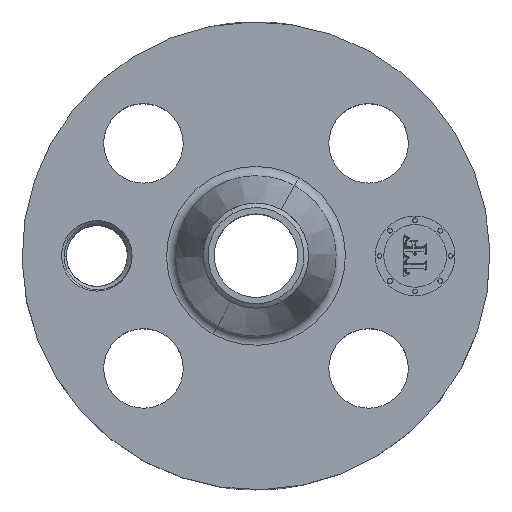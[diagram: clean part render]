
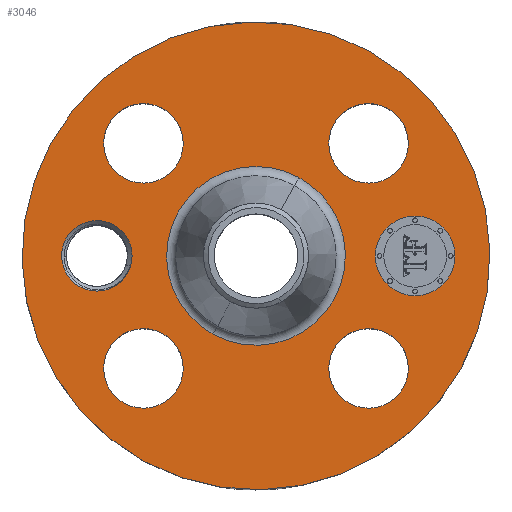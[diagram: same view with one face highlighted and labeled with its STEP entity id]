
A CAD part, top view. The second image highlights one B-rep face of the part: STEP entity #3046.
In plain terms, the highlighted planar face has unit normal (0, 0, 1).
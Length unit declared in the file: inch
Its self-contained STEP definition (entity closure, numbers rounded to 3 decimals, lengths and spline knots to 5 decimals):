
#2190=AXIS2_PLACEMENT_3D('Circle Axis2P3D',#2188,#2189,$) ;
#2216=AXIS2_PLACEMENT_3D('Circle Axis2P3D',#2214,#2215,$) ;
#2914=AXIS2_PLACEMENT_3D('Plane Axis2P3D',#2911,#2912,#2913) ;
#2918=AXIS2_PLACEMENT_3D('Circle Axis2P3D',#2916,#2917,$) ;
#2927=AXIS2_PLACEMENT_3D('Circle Axis2P3D',#2925,#2926,$) ;
#2936=AXIS2_PLACEMENT_3D('Circle Axis2P3D',#2934,#2935,$) ;
#2945=AXIS2_PLACEMENT_3D('Circle Axis2P3D',#2943,#2944,$) ;
#2954=AXIS2_PLACEMENT_3D('Circle Axis2P3D',#2952,#2953,$) ;
#2963=AXIS2_PLACEMENT_3D('Circle Axis2P3D',#2961,#2962,$) ;
#2976=AXIS2_PLACEMENT_3D('Circle Axis2P3D',#2974,#2975,$) ;
#2985=AXIS2_PLACEMENT_3D('Circle Axis2P3D',#2983,#2984,$) ;
#2994=AXIS2_PLACEMENT_3D('Circle Axis2P3D',#2992,#2993,$) ;
#3003=AXIS2_PLACEMENT_3D('Circle Axis2P3D',#3001,#3002,$) ;
#3012=AXIS2_PLACEMENT_3D('Circle Axis2P3D',#3010,#3011,$) ;
#3021=AXIS2_PLACEMENT_3D('Circle Axis2P3D',#3019,#3020,$) ;
#3030=AXIS2_PLACEMENT_3D('Circle Axis2P3D',#3028,#3029,$) ;
#3039=AXIS2_PLACEMENT_3D('Circle Axis2P3D',#3037,#3038,$) ;
#2188=CARTESIAN_POINT('Axis2P3D Location',(0.,0.,1.75)) ;
#2192=CARTESIAN_POINT('Vertex',(-0.53865,-0.986,1.75)) ;
#2194=CARTESIAN_POINT('Vertex',(0.53865,0.986,1.75)) ;
#2214=CARTESIAN_POINT('Axis2P3D Location',(0.,0.,1.75)) ;
#2911=CARTESIAN_POINT('Axis2P3D Location',(0.,2.94,1.75)) ;
#2916=CARTESIAN_POINT('Axis2P3D Location',(0.,0.,1.75)) ;
#2920=CARTESIAN_POINT('Vertex',(1.40951,2.58009,1.75)) ;
#2922=CARTESIAN_POINT('Vertex',(-1.40951,-2.58009,1.75)) ;
#2925=CARTESIAN_POINT('Axis2P3D Location',(0.,0.,1.75)) ;
#2934=CARTESIAN_POINT('Axis2P3D Location',(-2.,0.,1.75)) ;
#2938=CARTESIAN_POINT('Vertex',(-2.38859,0.21229,1.75)) ;
#2940=CARTESIAN_POINT('Vertex',(-1.61141,-0.21229,1.75)) ;
#2943=CARTESIAN_POINT('Axis2P3D Location',(-2.,0.,1.75)) ;
#2952=CARTESIAN_POINT('Axis2P3D Location',(1.41421,-1.41421,1.75)) ;
#2956=CARTESIAN_POINT('Vertex',(0.97542,-1.1745,1.75)) ;
#2958=CARTESIAN_POINT('Vertex',(1.853,-1.65393,1.75)) ;
#2961=CARTESIAN_POINT('Axis2P3D Location',(1.41421,-1.41421,1.75)) ;
#2974=CARTESIAN_POINT('Axis2P3D Location',(-1.41421,-1.41421,1.75)) ;
#2978=CARTESIAN_POINT('Vertex',(-1.65393,-1.853,1.75)) ;
#2980=CARTESIAN_POINT('Vertex',(-1.1745,-0.97542,1.75)) ;
#2983=CARTESIAN_POINT('Axis2P3D Location',(-1.41421,-1.41421,1.75)) ;
#2992=CARTESIAN_POINT('Axis2P3D Location',(-1.41421,1.41421,1.75)) ;
#2996=CARTESIAN_POINT('Vertex',(-1.853,1.65393,1.75)) ;
#2998=CARTESIAN_POINT('Vertex',(-0.97542,1.1745,1.75)) ;
#3001=CARTESIAN_POINT('Axis2P3D Location',(-1.41421,1.41421,1.75)) ;
#3010=CARTESIAN_POINT('Axis2P3D Location',(1.41421,1.41421,1.75)) ;
#3014=CARTESIAN_POINT('Vertex',(1.65393,1.853,1.75)) ;
#3016=CARTESIAN_POINT('Vertex',(1.1745,0.97542,1.75)) ;
#3019=CARTESIAN_POINT('Axis2P3D Location',(1.41421,1.41421,1.75)) ;
#3028=CARTESIAN_POINT('Axis2P3D Location',(2.,0.,1.75)) ;
#3032=CARTESIAN_POINT('Vertex',(2.,0.5,1.75)) ;
#3034=CARTESIAN_POINT('Vertex',(2.,-0.5,1.75)) ;
#3037=CARTESIAN_POINT('Axis2P3D Location',(2.,0.,1.75)) ;
#2189=DIRECTION('Axis2P3D Direction',(0.,0.,-0.039)) ;
#2215=DIRECTION('Axis2P3D Direction',(0.,0.,-0.039)) ;
#2912=DIRECTION('Axis2P3D Direction',(0.,0.,-0.039)) ;
#2913=DIRECTION('Axis2P3D XDirection',(0.039,0.,0.)) ;
#2917=DIRECTION('Axis2P3D Direction',(0.,0.,-0.039)) ;
#2926=DIRECTION('Axis2P3D Direction',(0.,0.,-0.039)) ;
#2935=DIRECTION('Axis2P3D Direction',(0.,0.,-0.039)) ;
#2944=DIRECTION('Axis2P3D Direction',(0.,0.,-0.039)) ;
#2953=DIRECTION('Axis2P3D Direction',(0.,0.,-0.039)) ;
#2962=DIRECTION('Axis2P3D Direction',(0.,0.,-0.039)) ;
#2975=DIRECTION('Axis2P3D Direction',(0.,0.,-0.039)) ;
#2984=DIRECTION('Axis2P3D Direction',(0.,0.,-0.039)) ;
#2993=DIRECTION('Axis2P3D Direction',(0.,0.,-0.039)) ;
#3002=DIRECTION('Axis2P3D Direction',(0.,0.,-0.039)) ;
#3011=DIRECTION('Axis2P3D Direction',(0.,0.,-0.039)) ;
#3020=DIRECTION('Axis2P3D Direction',(0.,0.,-0.039)) ;
#3029=DIRECTION('Axis2P3D Direction',(0.,0.,-0.039)) ;
#3038=DIRECTION('Axis2P3D Direction',(0.,0.,-0.039)) ;
#2931=ORIENTED_EDGE('',*,*,#2924,.F.) ;
#2932=ORIENTED_EDGE('',*,*,#2929,.F.) ;
#2949=ORIENTED_EDGE('',*,*,#2942,.T.) ;
#2950=ORIENTED_EDGE('',*,*,#2947,.T.) ;
#2967=ORIENTED_EDGE('',*,*,#2960,.T.) ;
#2968=ORIENTED_EDGE('',*,*,#2965,.T.) ;
#2971=ORIENTED_EDGE('',*,*,#2196,.T.) ;
#2972=ORIENTED_EDGE('',*,*,#2218,.T.) ;
#2989=ORIENTED_EDGE('',*,*,#2982,.T.) ;
#2990=ORIENTED_EDGE('',*,*,#2987,.T.) ;
#3007=ORIENTED_EDGE('',*,*,#3000,.T.) ;
#3008=ORIENTED_EDGE('',*,*,#3005,.T.) ;
#3025=ORIENTED_EDGE('',*,*,#3018,.T.) ;
#3026=ORIENTED_EDGE('',*,*,#3023,.T.) ;
#3043=ORIENTED_EDGE('',*,*,#3036,.T.) ;
#3044=ORIENTED_EDGE('',*,*,#3041,.T.) ;
#2951=FACE_BOUND('',#2948,.T.) ;
#2969=FACE_BOUND('',#2966,.T.) ;
#2973=FACE_BOUND('',#2970,.T.) ;
#2991=FACE_BOUND('',#2988,.T.) ;
#3009=FACE_BOUND('',#3006,.T.) ;
#3027=FACE_BOUND('',#3024,.T.) ;
#3045=FACE_BOUND('',#3042,.T.) ;
#3046=ADVANCED_FACE('PartBody',(#2933,#2951,#2969,#2973,#2991,#3009,#3027,#3045),#2915,.F.) ;
#2191=CIRCLE('generated circle',#2190,1.12354) ;
#2217=CIRCLE('generated circle',#2216,1.12354) ;
#2919=CIRCLE('generated circle',#2918,2.94) ;
#2928=CIRCLE('generated circle',#2927,2.94) ;
#2937=CIRCLE('generated circle',#2936,0.4428) ;
#2946=CIRCLE('generated circle',#2945,0.4428) ;
#2955=CIRCLE('generated circle',#2954,0.5) ;
#2964=CIRCLE('generated circle',#2963,0.5) ;
#2977=CIRCLE('generated circle',#2976,0.5) ;
#2986=CIRCLE('generated circle',#2985,0.5) ;
#2995=CIRCLE('generated circle',#2994,0.5) ;
#3004=CIRCLE('generated circle',#3003,0.5) ;
#3013=CIRCLE('generated circle',#3012,0.5) ;
#3022=CIRCLE('generated circle',#3021,0.5) ;
#3031=CIRCLE('generated circle',#3030,0.5) ;
#3040=CIRCLE('generated circle',#3039,0.5) ;
#2196=EDGE_CURVE('',#2193,#2195,#2191,.T.) ;
#2218=EDGE_CURVE('',#2195,#2193,#2217,.T.) ;
#2924=EDGE_CURVE('',#2921,#2923,#2919,.T.) ;
#2929=EDGE_CURVE('',#2923,#2921,#2928,.T.) ;
#2942=EDGE_CURVE('',#2939,#2941,#2937,.T.) ;
#2947=EDGE_CURVE('',#2941,#2939,#2946,.T.) ;
#2960=EDGE_CURVE('',#2957,#2959,#2955,.T.) ;
#2965=EDGE_CURVE('',#2959,#2957,#2964,.T.) ;
#2982=EDGE_CURVE('',#2979,#2981,#2977,.T.) ;
#2987=EDGE_CURVE('',#2981,#2979,#2986,.T.) ;
#3000=EDGE_CURVE('',#2997,#2999,#2995,.T.) ;
#3005=EDGE_CURVE('',#2999,#2997,#3004,.T.) ;
#3018=EDGE_CURVE('',#3015,#3017,#3013,.T.) ;
#3023=EDGE_CURVE('',#3017,#3015,#3022,.T.) ;
#3036=EDGE_CURVE('',#3033,#3035,#3031,.T.) ;
#3041=EDGE_CURVE('',#3035,#3033,#3040,.T.) ;
#2930=EDGE_LOOP('',(#2931,#2932)) ;
#2948=EDGE_LOOP('',(#2949,#2950)) ;
#2966=EDGE_LOOP('',(#2967,#2968)) ;
#2970=EDGE_LOOP('',(#2971,#2972)) ;
#2988=EDGE_LOOP('',(#2989,#2990)) ;
#3006=EDGE_LOOP('',(#3007,#3008)) ;
#3024=EDGE_LOOP('',(#3025,#3026)) ;
#3042=EDGE_LOOP('',(#3043,#3044)) ;
#2933=FACE_OUTER_BOUND('',#2930,.T.) ;
#2915=PLANE('',#2914) ;
#2193=VERTEX_POINT('',#2192) ;
#2195=VERTEX_POINT('',#2194) ;
#2921=VERTEX_POINT('',#2920) ;
#2923=VERTEX_POINT('',#2922) ;
#2939=VERTEX_POINT('',#2938) ;
#2941=VERTEX_POINT('',#2940) ;
#2957=VERTEX_POINT('',#2956) ;
#2959=VERTEX_POINT('',#2958) ;
#2979=VERTEX_POINT('',#2978) ;
#2981=VERTEX_POINT('',#2980) ;
#2997=VERTEX_POINT('',#2996) ;
#2999=VERTEX_POINT('',#2998) ;
#3015=VERTEX_POINT('',#3014) ;
#3017=VERTEX_POINT('',#3016) ;
#3033=VERTEX_POINT('',#3032) ;
#3035=VERTEX_POINT('',#3034) ;
